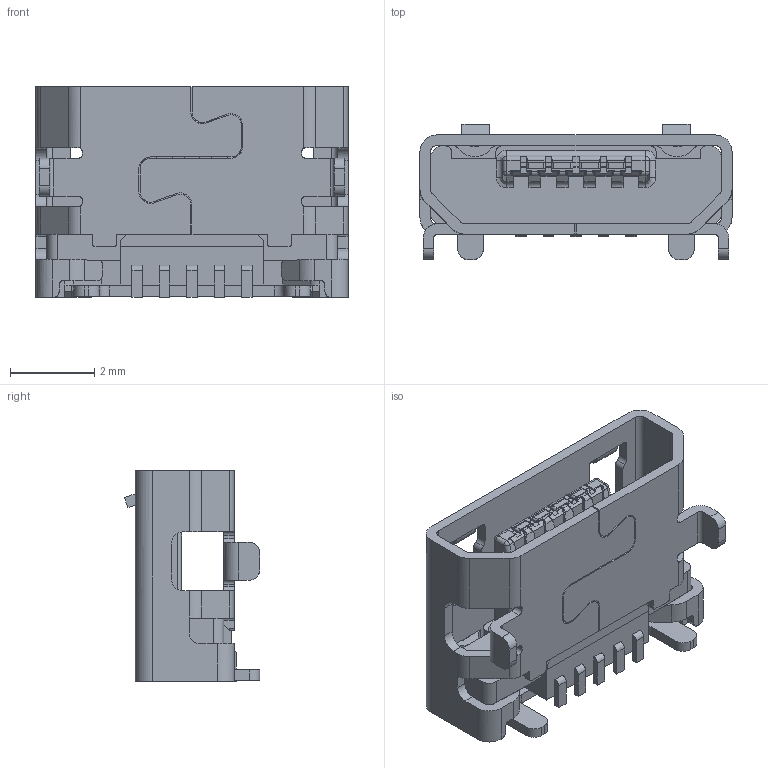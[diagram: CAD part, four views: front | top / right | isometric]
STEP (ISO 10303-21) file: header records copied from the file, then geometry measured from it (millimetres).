
FILE_DESCRIPTION (( 'STEP AP214' ), '1' );
FILE_NAME ('10118194-0011LF.STEP', '2023-02-28T10:46:43', ( '' ), ( '' ), 'SwSTEP 2.0', 'SolidWorks 2021', '' );
FILE_SCHEMA (( 'AUTOMOTIVE_DESIGN' ));
Length unit declared in the file: millimetre
Products named in the file (1): 10118194-0011LF
Bounding box: 7.4 x 3.21 x 5 mm (x, y, z)
Volume: 38.3 mm3; surface area: 279.1 mm2
Topology: 12 solids, 12 shells, 720 faces, 2028 edges, 1324 vertices
Faces by surface type: plane 435, cylinder 247, bspline 28, cone 10
Entity records: 25290 total; most frequent: CARTESIAN_POINT 8150, ORIENTED_EDGE 4048, DIRECTION 2730, EDGE_CURVE 2024, VERTEX_POINT 1324, LINE 1076, VECTOR 1076, AXIS2_PLACEMENT_3D 827
